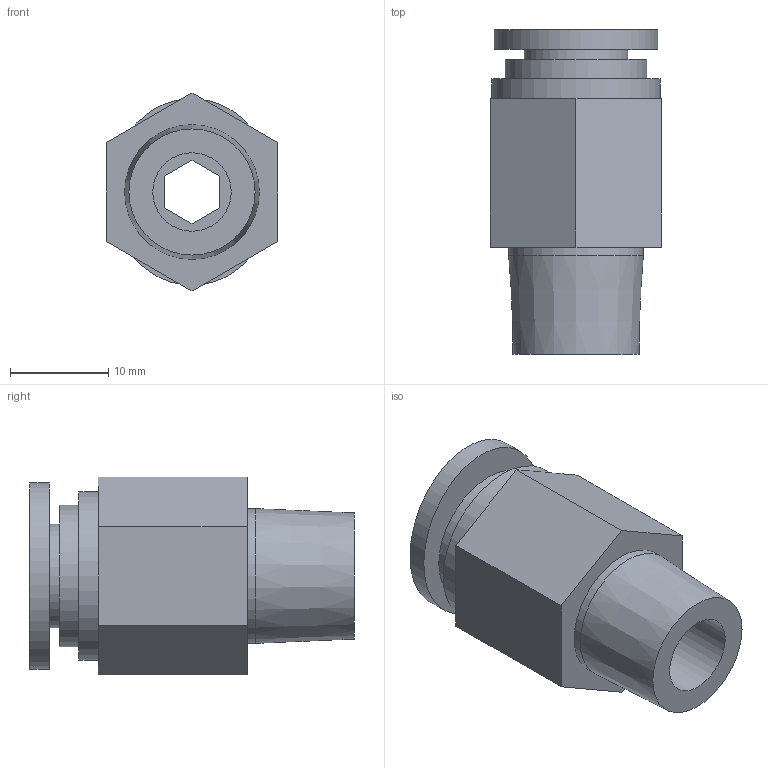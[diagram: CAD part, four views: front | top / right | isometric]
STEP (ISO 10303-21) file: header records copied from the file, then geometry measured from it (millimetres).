
FILE_DESCRIPTION(/* description */ ('Unknown'),/* implementation_level */ '2;1');
FILE_NAME(/* name */ 'P1.3;8.1;4',/* time_stamp */ '2018-09-24T16:10:43-04:00',/* author */ ('Unknown'),/* organization */ ('Unknown'),/* preprocessor_version */ 'ST-DEVELOPER v16.7',/* originating_system */ 'DEX',/* authorisation */ $);
FILE_SCHEMA (('AUTOMOTIVE_DESIGN {1 0 10303 214 3 1 1}'));
Length unit declared in the file: millimetre
Products named in the file (1): P1.3;8.1;4
Bounding box: 17.46 x 33.05 x 20.16 mm (x, y, z)
Volume: 4940.9 mm3; surface area: 3390 mm2
Topology: 1 solids, 1 shells, 29 faces, 61 edges, 41 vertices
Faces by surface type: plane 21, cylinder 6, cone 1, bspline 1
Full cylindrical faces by diameter (mm): 8 x1, 9.53 x1, 10.53 x1, 13.716 x1, 14.4 x1, 17.15 x1
Entity records: 985 total; most frequent: CARTESIAN_POINT 157, DIRECTION 124, ORIENTED_EDGE 102, EDGE_CURVE 51, EDGE_LOOP 46, FACE_BOUND 46, AXIS2_PLACEMENT_3D 44, VERTEX_POINT 39
